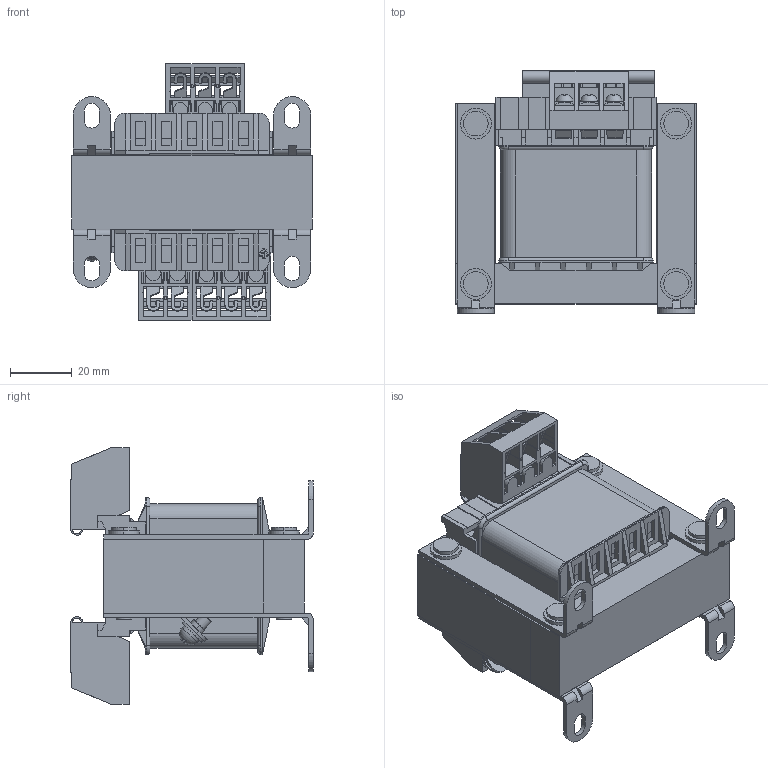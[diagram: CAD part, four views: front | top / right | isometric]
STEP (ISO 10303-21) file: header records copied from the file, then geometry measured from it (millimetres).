
FILE_DESCRIPTION((''),'2;1');
FILE_NAME('NDK-25','2024-03-22T15:14:30',('lipeim'),(''),'CREO PARAMETRIC BY PTC INC, 2020044','CREO PARAMETRIC BY PTC INC, 2020044','');
FILE_SCHEMA(('CONFIG_CONTROL_DESIGN','SHAPE_APPEARANCE_LAYERS_GROUPS'));
Products named in the file (1): NDK-25
Bounding box: 78 x 78.7 x 83.1 mm (x, y, z)
Surface area: 113324.8 mm2 (no closed solid volume)
Topology: 0 solids, 56 shells, 2487 faces, 7055 edges, 4661 vertices
Faces by surface type: plane 1871, cylinder 505, torus 49, bspline 36, sphere 18, cone 8
Entity records: 89696 total; most frequent: CARTESIAN_POINT 17554, ORIENTED_EDGE 14021, DIRECTION 12829, EDGE_CURVE 7055, VECTOR 5417, LINE 5417, VERTEX_POINT 4661, AXIS2_PLACEMENT_3D 3706
